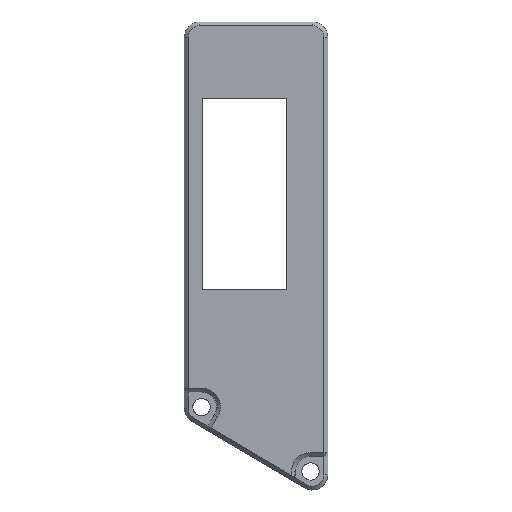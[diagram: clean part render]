
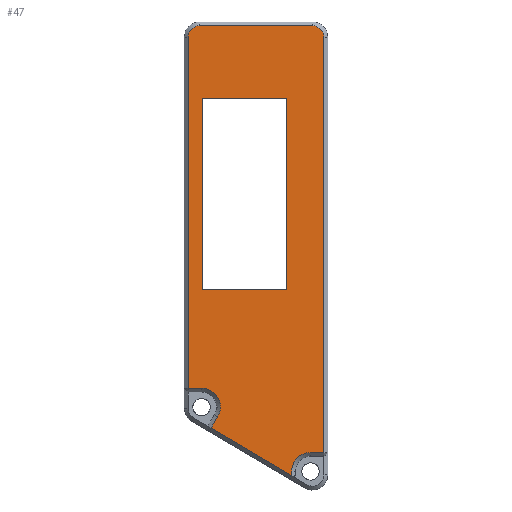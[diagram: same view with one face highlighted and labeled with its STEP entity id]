
A CAD part, top view. The second image highlights one B-rep face of the part: STEP entity #47.
In plain terms, the highlighted planar face has unit normal (0, 0, 1).
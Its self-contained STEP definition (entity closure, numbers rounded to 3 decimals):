
#28=FACE_BOUND('',#166,.T.);
#47=ADVANCED_FACE('',(#104,#28),#839,.T.);
#104=FACE_OUTER_BOUND('',#165,.T.);
#165=EDGE_LOOP('',(#293,#294,#295,#296,#297,#298,#299,#300,#301,#302,#303,
#304,#305));
#166=EDGE_LOOP('',(#306,#307,#308,#309));
#293=ORIENTED_EDGE('',*,*,#520,.T.);
#294=ORIENTED_EDGE('',*,*,#579,.F.);
#295=ORIENTED_EDGE('',*,*,#521,.T.);
#296=ORIENTED_EDGE('',*,*,#575,.T.);
#297=ORIENTED_EDGE('',*,*,#525,.F.);
#298=ORIENTED_EDGE('',*,*,#523,.F.);
#299=ORIENTED_EDGE('',*,*,#556,.T.);
#300=ORIENTED_EDGE('',*,*,#558,.T.);
#301=ORIENTED_EDGE('',*,*,#559,.F.);
#302=ORIENTED_EDGE('',*,*,#577,.T.);
#303=ORIENTED_EDGE('',*,*,#524,.T.);
#304=ORIENTED_EDGE('',*,*,#572,.T.);
#305=ORIENTED_EDGE('',*,*,#522,.F.);
#306=ORIENTED_EDGE('',*,*,#484,.T.);
#307=ORIENTED_EDGE('',*,*,#483,.T.);
#308=ORIENTED_EDGE('',*,*,#482,.T.);
#309=ORIENTED_EDGE('',*,*,#481,.T.);
#481=EDGE_CURVE('',#750,#749,#643,.T.);
#482=EDGE_CURVE('',#751,#750,#644,.T.);
#483=EDGE_CURVE('',#752,#751,#645,.T.);
#484=EDGE_CURVE('',#749,#752,#646,.T.);
#520=EDGE_CURVE('',#781,#782,#666,.T.);
#521=EDGE_CURVE('',#783,#784,#667,.T.);
#522=EDGE_CURVE('',#781,#787,#668,.T.);
#523=EDGE_CURVE('',#785,#788,#669,.T.);
#524=EDGE_CURVE('',#792,#793,#670,.T.);
#525=EDGE_CURVE('',#788,#789,#671,.T.);
#556=EDGE_CURVE('',#785,#786,#632,.T.);
#558=EDGE_CURVE('',#786,#791,#633,.T.);
#559=EDGE_CURVE('',#790,#791,#698,.T.);
#572=EDGE_CURVE('',#793,#787,#634,.T.);
#575=EDGE_CURVE('',#784,#789,#635,.T.);
#577=EDGE_CURVE('',#790,#792,#714,.T.);
#579=EDGE_CURVE('',#783,#782,#636,.T.);
#632=(
BOUNDED_CURVE()
B_SPLINE_CURVE(2,(#1396,#1397,#1398),.UNSPECIFIED.,.F.,.F.)
B_SPLINE_CURVE_WITH_KNOTS((3,3),(0.001,3.927),
 .UNSPECIFIED.)
CURVE()
GEOMETRIC_REPRESENTATION_ITEM()
RATIONAL_B_SPLINE_CURVE((1.,0.707,1.))
REPRESENTATION_ITEM('')
);
#633=(
BOUNDED_CURVE()
B_SPLINE_CURVE(2,(#1401,#1402,#1403),.UNSPECIFIED.,.F.,.F.)
B_SPLINE_CURVE_WITH_KNOTS((3,3),(0.,1.333),.UNSPECIFIED.)
CURVE()
GEOMETRIC_REPRESENTATION_ITEM()
RATIONAL_B_SPLINE_CURVE((1.,0.965,1.))
REPRESENTATION_ITEM('')
);
#634=(
BOUNDED_CURVE()
B_SPLINE_CURVE(2,(#1450,#1451,#1452),.UNSPECIFIED.,.F.,.F.)
B_SPLINE_CURVE_WITH_KNOTS((3,3),(0.,3.927),
 .UNSPECIFIED.)
CURVE()
GEOMETRIC_REPRESENTATION_ITEM()
RATIONAL_B_SPLINE_CURVE((1.,0.707,1.))
REPRESENTATION_ITEM('')
);
#635=(
BOUNDED_CURVE()
B_SPLINE_CURVE(2,(#1467,#1468,#1469),.UNSPECIFIED.,.F.,.F.)
B_SPLINE_CURVE_WITH_KNOTS((3,3),(0.,2.356),
 .UNSPECIFIED.)
CURVE()
GEOMETRIC_REPRESENTATION_ITEM()
RATIONAL_B_SPLINE_CURVE((1.,0.707,1.))
REPRESENTATION_ITEM('')
);
#636=(
BOUNDED_CURVE()
B_SPLINE_CURVE(2,(#1476,#1477,#1478),.UNSPECIFIED.,.F.,.F.)
B_SPLINE_CURVE_WITH_KNOTS((3,3),(0.,2.356),.UNSPECIFIED.)
CURVE()
GEOMETRIC_REPRESENTATION_ITEM()
RATIONAL_B_SPLINE_CURVE((1.,0.707,1.))
REPRESENTATION_ITEM('')
);
#643=B_SPLINE_CURVE_WITH_KNOTS('',1,(#1192,#1193),.UNSPECIFIED.,.F.,.F.,
(2,2),(12.1,38.55),.UNSPECIFIED.);
#644=B_SPLINE_CURVE_WITH_KNOTS('',1,(#1194,#1195),.UNSPECIFIED.,.F.,.F.,
(2,2),(0.,12.1),.UNSPECIFIED.);
#645=B_SPLINE_CURVE_WITH_KNOTS('',1,(#1196,#1197),.UNSPECIFIED.,.F.,.F.,
(2,2),(50.65,77.1),.UNSPECIFIED.);
#646=B_SPLINE_CURVE_WITH_KNOTS('',1,(#1198,#1199),.UNSPECIFIED.,.F.,.F.,
(2,2),(38.55,50.65),.UNSPECIFIED.);
#666=B_SPLINE_CURVE_WITH_KNOTS('',1,(#1309,#1310),.UNSPECIFIED.,.F.,.F.,
(2,2),(0.5,51.896),.UNSPECIFIED.);
#667=B_SPLINE_CURVE_WITH_KNOTS('',1,(#1311,#1312),.UNSPECIFIED.,.F.,.F.,
(2,2),(0.,14.97),.UNSPECIFIED.);
#668=B_SPLINE_CURVE_WITH_KNOTS('',1,(#1313,#1314),.UNSPECIFIED.,.F.,.F.,
(2,2),(0.5,2.269),.UNSPECIFIED.);
#669=B_SPLINE_CURVE_WITH_KNOTS('',1,(#1315,#1316),.UNSPECIFIED.,.F.,.F.,
(2,2),(0.,1.769),.UNSPECIFIED.);
#670=B_SPLINE_CURVE_WITH_KNOTS('',1,(#1317,#1318),.UNSPECIFIED.,.F.,.F.,
(2,2),(0.876,1.439),.UNSPECIFIED.);
#671=B_SPLINE_CURVE_WITH_KNOTS('',1,(#1319,#1320),.UNSPECIFIED.,.F.,.F.,
(2,2),(0.5,43.375),.UNSPECIFIED.);
#698=B_SPLINE_CURVE_WITH_KNOTS('',1,(#1404,#1405),.UNSPECIFIED.,.F.,.F.,
(2,2),(0.5,2.256),.UNSPECIFIED.);
#714=B_SPLINE_CURVE_WITH_KNOTS('',1,(#1472,#1473),.UNSPECIFIED.,.F.,.F.,
(2,2),(0.5,12.893),.UNSPECIFIED.);
#749=VERTEX_POINT('',#1108);
#750=VERTEX_POINT('',#1109);
#751=VERTEX_POINT('',#1110);
#752=VERTEX_POINT('',#1111);
#781=VERTEX_POINT('',#1140);
#782=VERTEX_POINT('',#1141);
#783=VERTEX_POINT('',#1142);
#784=VERTEX_POINT('',#1143);
#785=VERTEX_POINT('',#1144);
#786=VERTEX_POINT('',#1145);
#787=VERTEX_POINT('',#1146);
#788=VERTEX_POINT('',#1147);
#789=VERTEX_POINT('',#1148);
#790=VERTEX_POINT('',#1149);
#791=VERTEX_POINT('',#1150);
#792=VERTEX_POINT('',#1151);
#793=VERTEX_POINT('',#1152);
#839=PLANE('',#918);
#918=AXIS2_PLACEMENT_3D('',#1024,#971,$);
#971=DIRECTION('',(0.,0.,1.));
#1024=CARTESIAN_POINT('',(6.979,39.974,12.63));
#1108=CARTESIAN_POINT('',(20.038,5.1,12.63));
#1109=CARTESIAN_POINT('',(20.038,30.3,12.63));
#1110=CARTESIAN_POINT('',(8.838,30.3,12.63));
#1111=CARTESIAN_POINT('',(8.838,5.1,12.63));
#1140=CARTESIAN_POINT('',(24.949,-16.528,12.63));
#1141=CARTESIAN_POINT('',(24.949,38.474,12.63));
#1142=CARTESIAN_POINT('',(23.449,39.974,12.63));
#1143=CARTESIAN_POINT('',(8.479,39.974,12.63));
#1144=CARTESIAN_POINT('',(8.748,-8.007,12.63));
#1145=CARTESIAN_POINT('',(11.248,-10.507,12.63));
#1146=CARTESIAN_POINT('',(23.18,-16.528,12.63));
#1147=CARTESIAN_POINT('',(6.979,-8.007,12.63));
#1148=CARTESIAN_POINT('',(6.979,38.474,12.63));
#1149=CARTESIAN_POINT('',(10.008,-13.29,12.63));
#1150=CARTESIAN_POINT('',(10.901,-11.778,12.63));
#1151=CARTESIAN_POINT('',(20.68,-19.591,12.63));
#1152=CARTESIAN_POINT('',(20.68,-19.028,12.63));
#1192=CARTESIAN_POINT('',(20.038,30.3,12.63));
#1193=CARTESIAN_POINT('',(20.038,5.1,12.63));
#1194=CARTESIAN_POINT('',(8.838,30.3,12.63));
#1195=CARTESIAN_POINT('',(20.038,30.3,12.63));
#1196=CARTESIAN_POINT('',(8.838,5.1,12.63));
#1197=CARTESIAN_POINT('',(8.838,30.3,12.63));
#1198=CARTESIAN_POINT('',(20.038,5.1,12.63));
#1199=CARTESIAN_POINT('',(8.838,5.1,12.63));
#1309=CARTESIAN_POINT('',(24.949,-16.528,12.63));
#1310=CARTESIAN_POINT('',(24.949,38.474,12.63));
#1311=CARTESIAN_POINT('',(23.449,39.974,12.63));
#1312=CARTESIAN_POINT('',(8.479,39.974,12.63));
#1313=CARTESIAN_POINT('',(24.949,-16.528,12.63));
#1314=CARTESIAN_POINT('',(23.18,-16.528,12.63));
#1315=CARTESIAN_POINT('',(8.748,-8.007,12.63));
#1316=CARTESIAN_POINT('',(6.979,-8.007,12.63));
#1317=CARTESIAN_POINT('',(20.68,-19.591,12.63));
#1318=CARTESIAN_POINT('',(20.68,-19.028,12.63));
#1319=CARTESIAN_POINT('',(6.979,-8.007,12.63));
#1320=CARTESIAN_POINT('',(6.979,38.474,12.63));
#1396=CARTESIAN_POINT('',(8.748,-8.007,12.63));
#1397=CARTESIAN_POINT('',(11.248,-8.007,12.63));
#1398=CARTESIAN_POINT('',(11.248,-10.507,12.63));
#1401=CARTESIAN_POINT('',(11.248,-10.507,12.63));
#1402=CARTESIAN_POINT('',(11.248,-11.19,12.63));
#1403=CARTESIAN_POINT('',(10.901,-11.778,12.63));
#1404=CARTESIAN_POINT('',(10.008,-13.29,12.63));
#1405=CARTESIAN_POINT('',(10.901,-11.778,12.63));
#1450=CARTESIAN_POINT('',(20.68,-19.028,12.63));
#1451=CARTESIAN_POINT('',(20.68,-16.528,12.63));
#1452=CARTESIAN_POINT('',(23.18,-16.528,12.63));
#1467=CARTESIAN_POINT('',(8.479,39.974,12.63));
#1468=CARTESIAN_POINT('',(6.979,39.974,12.63));
#1469=CARTESIAN_POINT('',(6.979,38.474,12.63));
#1472=CARTESIAN_POINT('',(10.008,-13.29,12.63));
#1473=CARTESIAN_POINT('',(20.68,-19.591,12.63));
#1476=CARTESIAN_POINT('',(23.449,39.974,12.63));
#1477=CARTESIAN_POINT('',(24.949,39.974,12.63));
#1478=CARTESIAN_POINT('',(24.949,38.474,12.63));
